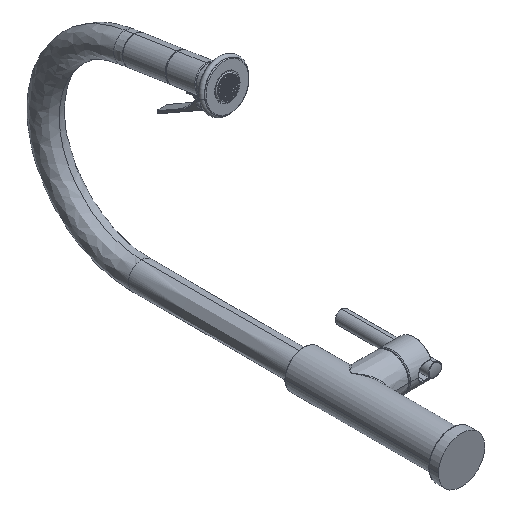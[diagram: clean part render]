
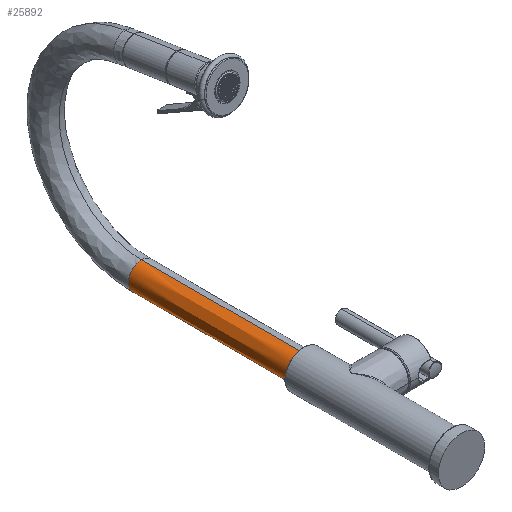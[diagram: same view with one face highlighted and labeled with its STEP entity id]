
A CAD part, isometric view. The second image highlights one B-rep face of the part: STEP entity #25892.
In plain terms, the highlighted free-form (B-spline) face has degree [3, 3] with [10, 4] control points.
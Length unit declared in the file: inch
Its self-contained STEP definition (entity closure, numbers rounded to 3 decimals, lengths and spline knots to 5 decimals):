
#2685=CARTESIAN_POINT('',(0.,6.735,0.57));
#2692=CARTESIAN_POINT('',(0.,6.735,-0.57));
#2694=CARTESIAN_POINT('',(0.,6.735,-0.57));
#2695=CARTESIAN_POINT('',(-0.11927,6.735,-0.57));
#2696=CARTESIAN_POINT('',(-0.35782,6.735,-0.49249));
#2697=CARTESIAN_POINT('',(-0.57896,6.735,-0.18812));
#2698=CARTESIAN_POINT('',(-0.57896,6.735,0.18812));
#2699=CARTESIAN_POINT('',(-0.35782,6.735,0.49249));
#2700=CARTESIAN_POINT('',(-0.11927,6.735,0.57));
#2701=CARTESIAN_POINT('',(0.,6.735,0.57));
#2708=DIRECTION('',(0.,1.,0.));
#2709=VECTOR('',#2708,6.873);
#2710=CARTESIAN_POINT('',(0.,6.735,0.57));
#2711=LINE('',#2710,#2709);
#2712=DIRECTION('',(0.,1.,0.));
#2713=VECTOR('',#2712,6.873);
#2714=CARTESIAN_POINT('',(0.,6.735,-0.57));
#2715=LINE('',#2714,#2713);
#2838=CARTESIAN_POINT('',(0.,13.608,-0.57));
#2839=CARTESIAN_POINT('',(-0.11927,13.608,-0.57));
#2840=CARTESIAN_POINT('',(-0.35782,13.608,-0.49249));
#2841=CARTESIAN_POINT('',(-0.57896,13.608,-0.18812));
#2842=CARTESIAN_POINT('',(-0.57896,13.608,0.18812));
#2843=CARTESIAN_POINT('',(-0.35782,13.608,0.49249));
#2844=CARTESIAN_POINT('',(-0.11927,13.608,0.57));
#2845=CARTESIAN_POINT('',(0.,13.608,0.57));
#3013=CARTESIAN_POINT('',(0.,13.608,0.57));
#3020=CARTESIAN_POINT('',(0.,13.608,-0.57));
#18438=VERTEX_POINT('',#3013);
#18439=VERTEX_POINT('',#3020);
#18446=VERTEX_POINT('',#2685);
#18447=VERTEX_POINT('',#2692);
#25844=CARTESIAN_POINT('',(0.01283,6.59754,-0.56985));
#25845=CARTESIAN_POINT('',(0.01283,8.98018,
-0.56985));
#25846=CARTESIAN_POINT('',(0.01283,11.36282,-0.56985));
#25847=CARTESIAN_POINT('',(0.01283,13.74546,-0.56985));
#25848=CARTESIAN_POINT('',(0.00855,6.59754,-0.56995));
#25849=CARTESIAN_POINT('',(0.00855,8.98018,
-0.56995));
#25850=CARTESIAN_POINT('',(0.00855,11.36282,-0.56995));
#25851=CARTESIAN_POINT('',(0.00855,13.74546,-0.56995));
#25852=CARTESIAN_POINT('',(-0.115,6.59754,-0.57139));
#25853=CARTESIAN_POINT('',(-0.115,8.98018,
-0.57139));
#25854=CARTESIAN_POINT('',(-0.115,11.36282,-0.57139));
#25855=CARTESIAN_POINT('',(-0.115,13.74546,-0.57139));
#25856=CARTESIAN_POINT('',(-0.35782,6.59754,-0.49249));
#25857=CARTESIAN_POINT('',(-0.35782,8.98018,
-0.49249));
#25858=CARTESIAN_POINT('',(-0.35782,11.36282,-0.49249));
#25859=CARTESIAN_POINT('',(-0.35782,13.74546,-0.49249));
#25860=CARTESIAN_POINT('',(-0.57896,6.59754,-0.18812));
#25861=CARTESIAN_POINT('',(-0.57896,8.98018,
-0.18812));
#25862=CARTESIAN_POINT('',(-0.57896,11.36282,-0.18812));
#25863=CARTESIAN_POINT('',(-0.57896,13.74546,-0.18812));
#25864=CARTESIAN_POINT('',(-0.57896,6.59754,0.18812));
#25865=CARTESIAN_POINT('',(-0.57896,8.98018,
0.18812));
#25866=CARTESIAN_POINT('',(-0.57896,11.36282,0.18812));
#25867=CARTESIAN_POINT('',(-0.57896,13.74546,0.18812));
#25868=CARTESIAN_POINT('',(-0.35782,6.59754,0.49249));
#25869=CARTESIAN_POINT('',(-0.35782,8.98018,
0.49249));
#25870=CARTESIAN_POINT('',(-0.35782,11.36282,0.49249));
#25871=CARTESIAN_POINT('',(-0.35782,13.74546,0.49249));
#25872=CARTESIAN_POINT('',(-0.115,6.59754,0.57139));
#25873=CARTESIAN_POINT('',(-0.115,8.98018,
0.57139));
#25874=CARTESIAN_POINT('',(-0.115,11.36282,0.57139));
#25875=CARTESIAN_POINT('',(-0.115,13.74546,0.57139));
#25876=CARTESIAN_POINT('',(0.00855,6.59754,0.56995));
#25877=CARTESIAN_POINT('',(0.00855,8.98018,
0.56995));
#25878=CARTESIAN_POINT('',(0.00855,11.36282,0.56995));
#25879=CARTESIAN_POINT('',(0.00855,13.74546,0.56995));
#25880=CARTESIAN_POINT('',(0.01283,6.59754,0.56985));
#25881=CARTESIAN_POINT('',(0.01283,8.98018,
0.56985));
#25882=CARTESIAN_POINT('',(0.01283,11.36282,0.56985));
#25883=CARTESIAN_POINT('',(0.01283,13.74546,0.56985));
#25884=B_SPLINE_SURFACE_WITH_KNOTS('',3,3,((#25844,#25845,#25846,#25847),
(#25848,#25849,#25850,#25851),(#25852,#25853,#25854,#25855),(#25856,#25857,
#25858,#25859),(#25860,#25861,#25862,#25863),(#25864,#25865,#25866,#25867),(
#25868,#25869,#25870,#25871),(#25872,#25873,#25874,#25875),(#25876,#25877,
#25878,#25879),(#25880,#25881,#25882,#25883)),.UNSPECIFIED.,.F.,.F.,.F.,(4,1,1,
1,1,1,1,4),(4,4),(0.49641,0.5,0.6,0.7,0.8,0.9,1.,
1.00359),(-0.02223,1.02004),.UNSPECIFIED.);
#25885=ORIENTED_EDGE('',*,*,#25776,.F.);
#25886=ORIENTED_EDGE('',*,*,#25839,.T.);
#25888=ORIENTED_EDGE('',*,*,#25887,.T.);
#25889=ORIENTED_EDGE('',*,*,#25835,.F.);
#25890=EDGE_LOOP('',(#25885,#25886,#25888,#25889));
#25891=FACE_OUTER_BOUND('',#25890,.F.);
#25892=ADVANCED_FACE('',(#25891),#25884,.T.);
#2702=B_SPLINE_CURVE_WITH_KNOTS('',3,(#2694,#2695,#2696,#2697,#2698,#2699,#2700,
#2701),.UNSPECIFIED.,.F.,.F.,(4,1,1,1,1,4),(0.,0.2,0.4,0.6,0.8,1.),
.UNSPECIFIED.);
#2846=B_SPLINE_CURVE_WITH_KNOTS('',3,(#2838,#2839,#2840,#2841,#2842,#2843,#2844,
#2845),.UNSPECIFIED.,.F.,.F.,(4,1,1,1,1,4),(0.,0.2,0.4,0.6,0.8,1.),
.UNSPECIFIED.);
#25776=EDGE_CURVE('',#18447,#18446,#2702,.T.);
#25835=EDGE_CURVE('',#18446,#18438,#2711,.T.);
#25839=EDGE_CURVE('',#18447,#18439,#2715,.T.);
#25887=EDGE_CURVE('',#18439,#18438,#2846,.T.);
